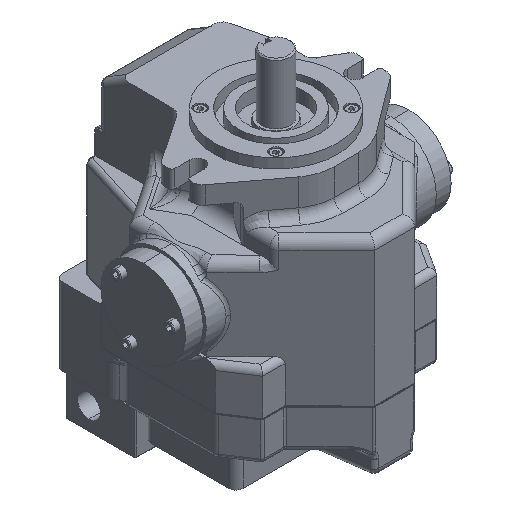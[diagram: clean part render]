
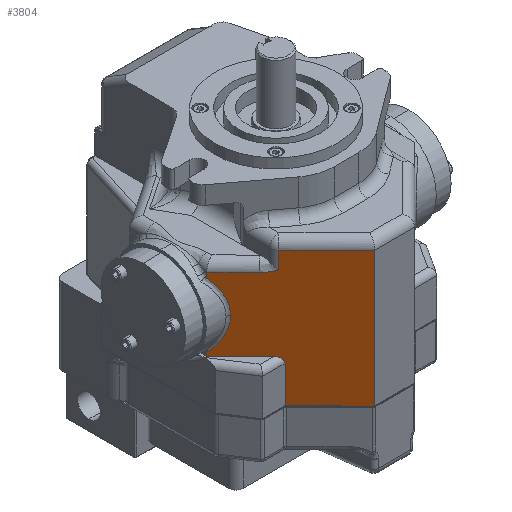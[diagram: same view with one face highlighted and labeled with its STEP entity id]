
A CAD part, isometric view. The second image highlights one B-rep face of the part: STEP entity #3804.
In plain terms, the highlighted planar face has unit normal (-0.708, -0.706, 0).
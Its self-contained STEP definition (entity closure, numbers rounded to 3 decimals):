
#44 = CARTESIAN_POINT ( 'NONE',  ( -70.328, -22.99, 45.521 ) ) ;
#113 = EDGE_CURVE ( 'NONE', #23194, #11169, #39477, .T. ) ;
#149 = ORIENTED_EDGE ( 'NONE', *, *, #17961, .T. ) ;
#672 = ORIENTED_EDGE ( 'NONE', *, *, #7514, .T. ) ;
#817 = VERTEX_POINT ( 'NONE', #18726 ) ;
#1168 = CARTESIAN_POINT ( 'NONE',  ( -61.963, -31.382, 23.14 ) ) ;
#2091 = EDGE_LOOP ( 'NONE', ( #20098, #29693, #7812, #6753, #8449, #35836, #34919, #30556, #32118, #9912, #15738, #149, #672, #13123 ) ) ;
#2245 = CARTESIAN_POINT ( 'NONE',  ( -69.978, -23.341, -29.86 ) ) ;
#2556 = LINE ( 'NONE', #37311, #10028 ) ;
#3114 = CARTESIAN_POINT ( 'NONE',  ( -45.303, -48.095, -0.86 ) ) ;
#3804 = ADVANCED_FACE ( 'NONE', ( #21798 ), #10120, .F. ) ;
#4466 = VECTOR ( 'NONE', #5451, 1000. ) ;
#4885 = EDGE_CURVE ( 'NONE', #23194, #34046, #25070, .T. ) ;
#5073 = CARTESIAN_POINT ( 'NONE',  ( -45.749, -47.647, -29.86 ) ) ;
#5210 = CARTESIAN_POINT ( 'NONE',  ( -43.652, -49.752, -29.86 ) ) ;
#5451 = DIRECTION ( 'NONE',  ( 0., 0., 1. ) ) ;
#5860 =( BOUNDED_CURVE ( )  B_SPLINE_CURVE ( 3, ( #1168, #26359, #32980, #13991 ),
 .UNSPECIFIED., .F., .F. ) 
 B_SPLINE_CURVE_WITH_KNOTS ( ( 4, 4 ),
 ( 0., 0.708 ),
 .UNSPECIFIED. ) 
 CURVE ( )  GEOMETRIC_REPRESENTATION_ITEM ( )  RATIONAL_B_SPLINE_CURVE ( ( 1., 0.959, 0.959, 1. ) ) 
 REPRESENTATION_ITEM ( '' )  );
#6315 = CARTESIAN_POINT ( 'NONE',  ( -47.639, -45.752, -0.86 ) ) ;
#6340 = CARTESIAN_POINT ( 'NONE',  ( -61.963, -31.382, 23.14 ) ) ;
#6520 = DIRECTION ( 'NONE',  ( -0.706, 0.708, 0. ) ) ;
#6649 = CARTESIAN_POINT ( 'NONE',  ( -69.978, -23.341, -0.86 ) ) ;
#6753 = ORIENTED_EDGE ( 'NONE', *, *, #32555, .F. ) ;
#6900 = CARTESIAN_POINT ( 'NONE',  ( -70.41, -22.908, 45.411 ) ) ;
#7046 = CARTESIAN_POINT ( 'NONE',  ( -69.978, -23.341, -29.86 ) ) ;
#7427 = DIRECTION ( 'NONE',  ( 0., 0., 1. ) ) ;
#7514 = EDGE_CURVE ( 'NONE', #21049, #33025, #11929, .T. ) ;
#7812 = ORIENTED_EDGE ( 'NONE', *, *, #36860, .T. ) ;
#7971 = EDGE_CURVE ( 'NONE', #11169, #27002, #30309, .T. ) ;
#8279 = DIRECTION ( 'NONE',  ( 0., 0., -1. ) ) ;
#8441 = LINE ( 'NONE', #19335, #17906 ) ;
#8449 = ORIENTED_EDGE ( 'NONE', *, *, #4885, .F. ) ;
#8787 = EDGE_CURVE ( 'NONE', #35412, #817, #36360, .T. ) ;
#9786 = CARTESIAN_POINT ( 'NONE',  ( -13.5, -80., 61.14 ) ) ;
#9912 = ORIENTED_EDGE ( 'NONE', *, *, #35949, .T. ) ;
#10028 = VECTOR ( 'NONE', #21527, 1000. ) ;
#10120 = PLANE ( 'NONE',  #36885 ) ;
#10229 = VECTOR ( 'NONE', #8279, 1000. ) ;
#10254 = DIRECTION ( 'NONE',  ( -0.706, 0.708, 0. ) ) ;
#10736 = EDGE_CURVE ( 'NONE', #35412, #33025, #29823, .T. ) ;
#10960 = VECTOR ( 'NONE', #26522, 1000. ) ;
#11169 = VERTEX_POINT ( 'NONE', #26560 ) ;
#11257 = CARTESIAN_POINT ( 'NONE',  ( -49.974, -43.409, 48.14 ) ) ;
#11929 = LINE ( 'NONE', #35914, #10960 ) ;
#11961 = VERTEX_POINT ( 'NONE', #26201 ) ;
#13123 = ORIENTED_EDGE ( 'NONE', *, *, #10736, .F. ) ;
#13991 = CARTESIAN_POINT ( 'NONE',  ( -69.978, -23.341, 1.366 ) ) ;
#14992 = CARTESIAN_POINT ( 'NONE',  ( -52.249, -41.126, 48.14 ) ) ;
#14993 = VERTEX_POINT ( 'NONE', #36654 ) ;
#15738 = ORIENTED_EDGE ( 'NONE', *, *, #26979, .T. ) ;
#15905 = CARTESIAN_POINT ( 'NONE',  ( -70.103, -23.216, 46.074 ) ) ;
#16500 = CARTESIAN_POINT ( 'NONE',  ( -61.963, -31.382, 31.445 ) ) ;
#17797 = VECTOR ( 'NONE', #37358, 1000. ) ;
#17906 = VECTOR ( 'NONE', #35130, 1000. ) ;
#17961 = EDGE_CURVE ( 'NONE', #14993, #21049, #32208, .T. ) ;
#18360 = CARTESIAN_POINT ( 'NONE',  ( -47.5, -45.891, 61.14 ) ) ;
#18726 = CARTESIAN_POINT ( 'NONE',  ( -70.41, -22.908, 45.411 ) ) ;
#19124 = CARTESIAN_POINT ( 'NONE',  ( -70.258, -23.06, 45.65 ) ) ;
#19335 = CARTESIAN_POINT ( 'NONE',  ( -69.978, -23.341, -29.86 ) ) ;
#19404 = DIRECTION ( 'NONE',  ( 0., 0., -1. ) ) ;
#19954 = CARTESIAN_POINT ( 'NONE',  ( -13.5, -80., -29.86 ) ) ;
#20098 = ORIENTED_EDGE ( 'NONE', *, *, #8787, .T. ) ;
#20136 = CARTESIAN_POINT ( 'NONE',  ( -69.978, -23.341, -0.86 ) ) ;
#21049 = VERTEX_POINT ( 'NONE', #14992 ) ;
#21527 = DIRECTION ( 'NONE',  ( 0., 0., 1. ) ) ;
#21798 = FACE_OUTER_BOUND ( 'NONE', #2091, .T. ) ;
#22196 = CARTESIAN_POINT ( 'NONE',  ( -69.978, -23.341, 47.17 ) ) ;
#22341 = CARTESIAN_POINT ( 'NONE',  ( -70.41, -22.908, 45.411 ) ) ;
#23194 = VERTEX_POINT ( 'NONE', #27434 ) ;
#24060 = VECTOR ( 'NONE', #6520, 1000. ) ;
#24070 = EDGE_CURVE ( 'NONE', #28136, #27002, #8441, .T. ) ;
#24311 = VECTOR ( 'NONE', #7427, 1000. ) ;
#25070 = LINE ( 'NONE', #6649, #24060 ) ;
#25283 = CARTESIAN_POINT ( 'NONE',  ( -45.749, -47.647, 61.14 ) ) ;
#25391 = CARTESIAN_POINT ( 'NONE',  ( -69.978, -23.341, 46.85 ) ) ;
#25608 = VERTEX_POINT ( 'NONE', #6340 ) ;
#25797 = EDGE_CURVE ( 'NONE', #28136, #27416, #32725, .T. ) ;
#26201 = CARTESIAN_POINT ( 'NONE',  ( -69.978, -23.341, 1.366 ) ) ;
#26359 = CARTESIAN_POINT ( 'NONE',  ( -61.963, -31.382, 15.07 ) ) ;
#26522 = DIRECTION ( 'NONE',  ( -0.706, 0.708, 0. ) ) ;
#26560 = CARTESIAN_POINT ( 'NONE',  ( -43.652, -49.752, -4.86 ) ) ;
#26618 = CARTESIAN_POINT ( 'NONE',  ( -69.978, -23.341, 48.14 ) ) ;
#26979 = EDGE_CURVE ( 'NONE', #34406, #14993, #35557, .T. ) ;
#27002 = VERTEX_POINT ( 'NONE', #5210 ) ;
#27077 = CARTESIAN_POINT ( 'NONE',  ( -45.749, -47.647, 49.74 ) ) ;
#27416 = VERTEX_POINT ( 'NONE', #9786 ) ;
#27434 = CARTESIAN_POINT ( 'NONE',  ( -47.639, -45.752, -0.86 ) ) ;
#28010 =( BOUNDED_CURVE ( )  B_SPLINE_CURVE ( 3, ( #6900, #29122, #16500, #38693 ),
 .UNSPECIFIED., .F., .F. ) 
 B_SPLINE_CURVE_WITH_KNOTS ( ( 4, 4 ),
 ( 5.556, 6.283 ),
 .UNSPECIFIED. ) 
 CURVE ( )  GEOMETRIC_REPRESENTATION_ITEM ( )  RATIONAL_B_SPLINE_CURVE ( ( 1., 0.956, 0.956, 1. ) ) 
 REPRESENTATION_ITEM ( '' )  );
#28136 = VERTEX_POINT ( 'NONE', #37448 ) ;
#28522 = CARTESIAN_POINT ( 'NONE',  ( -43.652, -49.752, -4.86 ) ) ;
#29122 = CARTESIAN_POINT ( 'NONE',  ( -64.907, -28.428, 39.207 ) ) ;
#29271 = DIRECTION ( 'NONE',  ( 0.708, 0.706, 0. ) ) ;
#29322 = VECTOR ( 'NONE', #19404, 1000. ) ;
#29693 = ORIENTED_EDGE ( 'NONE', *, *, #36746, .T. ) ;
#29823 = LINE ( 'NONE', #2245, #4466 ) ;
#30309 = LINE ( 'NONE', #35196, #29322 ) ;
#30556 = ORIENTED_EDGE ( 'NONE', *, *, #24070, .F. ) ;
#32118 = ORIENTED_EDGE ( 'NONE', *, *, #25797, .T. ) ;
#32208 =( BOUNDED_CURVE ( )  B_SPLINE_CURVE ( 3, ( #27077, #33316, #11257, #33451 ),
 .UNSPECIFIED., .F., .F. ) 
 B_SPLINE_CURVE_WITH_KNOTS ( ( 4, 4 ),
 ( 4.23, 4.712 ),
 .UNSPECIFIED. ) 
 CURVE ( )  GEOMETRIC_REPRESENTATION_ITEM ( )  RATIONAL_B_SPLINE_CURVE ( ( 1., 0.981, 0.981, 1. ) ) 
 REPRESENTATION_ITEM ( '' )  );
#32555 = EDGE_CURVE ( 'NONE', #34046, #11961, #2556, .T. ) ;
#32725 = LINE ( 'NONE', #19954, #24311 ) ;
#32980 = CARTESIAN_POINT ( 'NONE',  ( -64.749, -28.586, 7.499 ) ) ;
#33025 = VERTEX_POINT ( 'NONE', #26618 ) ;
#33316 = CARTESIAN_POINT ( 'NONE',  ( -47.765, -45.625, 48.684 ) ) ;
#33451 = CARTESIAN_POINT ( 'NONE',  ( -52.249, -41.126, 48.14 ) ) ;
#34046 = VERTEX_POINT ( 'NONE', #20136 ) ;
#34406 = VERTEX_POINT ( 'NONE', #25283 ) ;
#34663 = LINE ( 'NONE', #18360, #17797 ) ;
#34767 = CARTESIAN_POINT ( 'NONE',  ( -43.652, -49.752, -2.517 ) ) ;
#34891 = CARTESIAN_POINT ( 'NONE',  ( -70.003, -23.316, 46.532 ) ) ;
#34919 = ORIENTED_EDGE ( 'NONE', *, *, #7971, .T. ) ;
#35130 = DIRECTION ( 'NONE',  ( -0.706, 0.708, 0. ) ) ;
#35196 = CARTESIAN_POINT ( 'NONE',  ( -43.652, -49.752, -29.86 ) ) ;
#35412 = VERTEX_POINT ( 'NONE', #37110 ) ;
#35557 = LINE ( 'NONE', #5073, #10229 ) ;
#35836 = ORIENTED_EDGE ( 'NONE', *, *, #113, .T. ) ;
#35914 = CARTESIAN_POINT ( 'NONE',  ( -69.978, -23.341, 48.14 ) ) ;
#35949 = EDGE_CURVE ( 'NONE', #27416, #34406, #34663, .T. ) ;
#36360 = B_SPLINE_CURVE_WITH_KNOTS ( 'NONE', 3,
 ( #22196, #25391, #34891, #15905, #38132, #19124, #44, #22341 ),
 .UNSPECIFIED., .F., .F.,
 ( 4, 2, 2, 4 ),
 ( 0., 0.001, 0.001, 0.002 ),
 .UNSPECIFIED. ) ;
#36654 = CARTESIAN_POINT ( 'NONE',  ( -45.749, -47.647, 49.74 ) ) ;
#36746 = EDGE_CURVE ( 'NONE', #817, #25608, #28010, .T. ) ;
#36860 = EDGE_CURVE ( 'NONE', #25608, #11961, #5860, .T. ) ;
#36885 = AXIS2_PLACEMENT_3D ( 'NONE', #7046, #29271, #10254 ) ;
#37110 = CARTESIAN_POINT ( 'NONE',  ( -69.978, -23.341, 47.17 ) ) ;
#37311 = CARTESIAN_POINT ( 'NONE',  ( -69.978, -23.341, -29.86 ) ) ;
#37358 = DIRECTION ( 'NONE',  ( -0.706, 0.708, 0. ) ) ;
#37448 = CARTESIAN_POINT ( 'NONE',  ( -13.5, -80., -29.86 ) ) ;
#38132 = CARTESIAN_POINT ( 'NONE',  ( -70.146, -23.173, 45.927 ) ) ;
#38693 = CARTESIAN_POINT ( 'NONE',  ( -61.963, -31.382, 23.14 ) ) ;
#39477 =( BOUNDED_CURVE ( )  B_SPLINE_CURVE ( 3, ( #6315, #3114, #34767, #28522 ),
 .UNSPECIFIED., .F., .F. ) 
 B_SPLINE_CURVE_WITH_KNOTS ( ( 4, 4 ),
 ( 1.571, 3.142 ),
 .UNSPECIFIED. ) 
 CURVE ( )  GEOMETRIC_REPRESENTATION_ITEM ( )  RATIONAL_B_SPLINE_CURVE ( ( 1., 0.805, 0.805, 1. ) ) 
 REPRESENTATION_ITEM ( '' )  );
